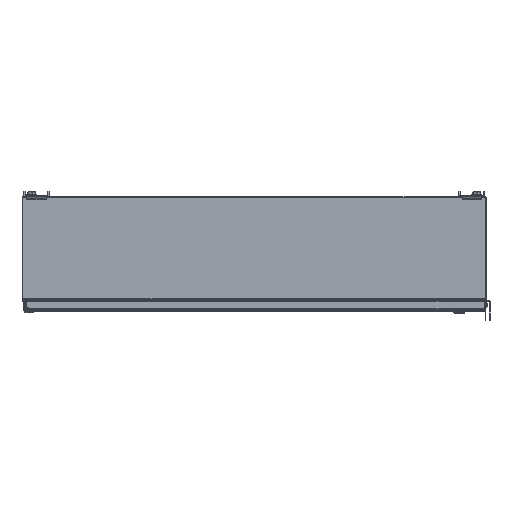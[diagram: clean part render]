
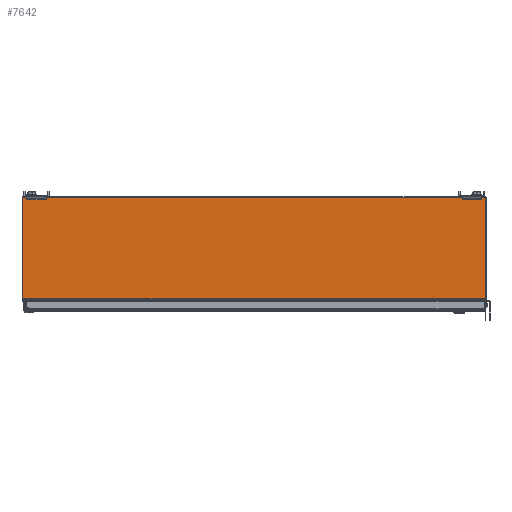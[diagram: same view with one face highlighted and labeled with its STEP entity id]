
A CAD part, top view. The second image highlights one B-rep face of the part: STEP entity #7642.
In plain terms, the highlighted planar face has unit normal (0, 0, 1).
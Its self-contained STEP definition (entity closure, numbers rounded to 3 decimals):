
#7642 = ADVANCED_FACE( '', ( #16385 ), #16386, .T. );
#16385 = FACE_OUTER_BOUND( '', #41030, .T. );
#16386 = PLANE( '', #41031 );
#41030 = EDGE_LOOP( '', ( #80765, #80766, #80767, #80768 ) );
#41031 = AXIS2_PLACEMENT_3D( '', #80769, #80770, #80771 );
#80765 = ORIENTED_EDGE( '', *, *, #99735, .T. );
#80766 = ORIENTED_EDGE( '', *, *, #100905, .T. );
#80767 = ORIENTED_EDGE( '', *, *, #101921, .T. );
#80768 = ORIENTED_EDGE( '', *, *, #101286, .T. );
#80769 = CARTESIAN_POINT( '', ( 0., 0., 0. ) );
#80770 = DIRECTION( '', ( 0., 0., 1. ) );
#80771 = DIRECTION( '', ( 1., 0., 0. ) );
#99735 = EDGE_CURVE( '', #113287, #113285, #113288, .T. );
#100905 = EDGE_CURVE( '', #113285, #114944, #114946, .T. );
#101286 = EDGE_CURVE( '', #115493, #113287, #115494, .T. );
#101921 = EDGE_CURVE( '', #114944, #115493, #116318, .T. );
#113285 = VERTEX_POINT( '', #143427 );
#113287 = VERTEX_POINT( '', #143429 );
#113288 = LINE( '', #143430, #143431 );
#114944 = VERTEX_POINT( '', #147532 );
#114946 = LINE( '', #147534, #147535 );
#115493 = VERTEX_POINT( '', #148819 );
#115494 = LINE( '', #148820, #148821 );
#116318 = LINE( '', #150991, #150992 );
#143427 = CARTESIAN_POINT( '', ( -455.676, -98.501, 0. ) );
#143429 = CARTESIAN_POINT( '', ( -455.676, 100.838, 0. ) );
#143430 = CARTESIAN_POINT( '', ( -455.676, 100.838, 0. ) );
#143431 = VECTOR( '', #161209, 1000. );
#147532 = CARTESIAN_POINT( '', ( 455.676, -98.501, 0. ) );
#147534 = CARTESIAN_POINT( '', ( -455.676, -98.501, 0. ) );
#147535 = VECTOR( '', #161981, 1000. );
#148819 = CARTESIAN_POINT( '', ( 455.676, 100.838, 0. ) );
#148820 = CARTESIAN_POINT( '', ( 455.676, 100.838, 0. ) );
#148821 = VECTOR( '', #162353, 1000. );
#150991 = CARTESIAN_POINT( '', ( 455.676, -100.838, 0. ) );
#150992 = VECTOR( '', #162738, 1000. );
#161209 = DIRECTION( '', ( 0., -1., 0. ) );
#161981 = DIRECTION( '', ( 1., 0., 0. ) );
#162353 = DIRECTION( '', ( -1., 0., 0. ) );
#162738 = DIRECTION( '', ( 0., 1., 0. ) );
